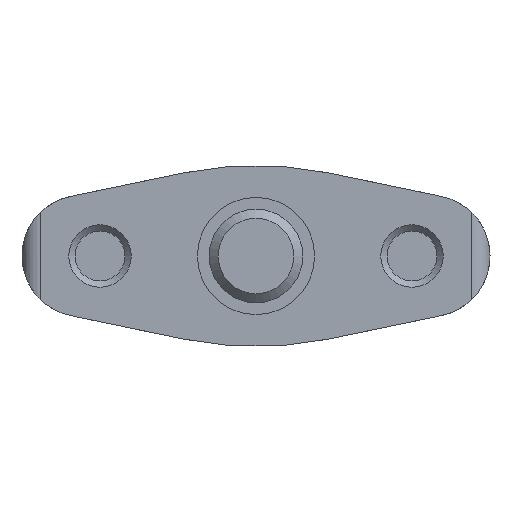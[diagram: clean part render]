
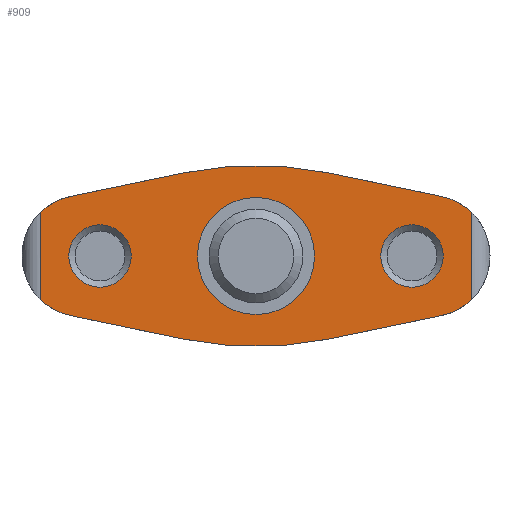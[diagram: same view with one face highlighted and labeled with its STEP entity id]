
A CAD part, left-side view. The second image highlights one B-rep face of the part: STEP entity #909.
In plain terms, the highlighted planar face has unit normal (-1, 0, 0).
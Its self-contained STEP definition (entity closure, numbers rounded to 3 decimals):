
#101=CARTESIAN_POINT('',(0.4,-10.667,0.));
#102=VERTEX_POINT('',#101);
#103=CARTESIAN_POINT('',(0.4,-13.333,0.0));
#104=DIRECTION('',(1.0,0.0,0.0));
#105=DIRECTION('',(0.0,-1.0,0.0));
#106=AXIS2_PLACEMENT_3D('',#103,#104,#105);
#107=CIRCLE('',#106,2.667);
#108=EDGE_CURVE('',#102,#102,#107,.T.);
#130=CARTESIAN_POINT('',(0.4,10.667,0.));
#131=VERTEX_POINT('',#130);
#132=CARTESIAN_POINT('',(0.4,13.333,0.0));
#133=DIRECTION('',(1.0,0.0,0.0));
#134=DIRECTION('',(0.0,1.0,0.0));
#135=AXIS2_PLACEMENT_3D('',#132,#133,#134);
#136=CIRCLE('',#135,2.667);
#137=EDGE_CURVE('',#131,#131,#136,.T.);
#198=CARTESIAN_POINT('',(0.4,-5.0,0.));
#199=VERTEX_POINT('',#198);
#200=CARTESIAN_POINT('',(0.4,0.0,0.0));
#201=DIRECTION('',(1.0,0.0,0.0));
#202=DIRECTION('',(0.0,1.0,0.0));
#203=AXIS2_PLACEMENT_3D('',#200,#201,#202);
#204=CIRCLE('',#203,5.0);
#205=EDGE_CURVE('',#199,#199,#204,.T.);
#295=CARTESIAN_POINT('',(0.4,15.86,-5.091));
#296=VERTEX_POINT('',#295);
#303=CARTESIAN_POINT('',(0.4,18.414,-3.739));
#304=VERTEX_POINT('',#303);
#305=CARTESIAN_POINT('',(0.4,14.8,0.0));
#306=DIRECTION('',(-1.,0.0,0.0));
#307=DIRECTION('',(0.0,0.204,-0.979));
#308=AXIS2_PLACEMENT_3D('',#305,#306,#307);
#309=CIRCLE('',#308,5.2);
#310=EDGE_CURVE('',#304,#296,#309,.T.);
#312=CARTESIAN_POINT('',(0.4,18.414,3.739));
#313=VERTEX_POINT('',#312);
#351=CARTESIAN_POINT('',(0.4,15.86,5.091));
#352=VERTEX_POINT('',#351);
#353=CARTESIAN_POINT('',(0.4,14.8,0.0));
#354=DIRECTION('',(-1.,0.0,0.0));
#355=DIRECTION('',(0.0,0.204,-0.979));
#356=AXIS2_PLACEMENT_3D('',#353,#354,#355);
#357=CIRCLE('',#356,5.2);
#358=EDGE_CURVE('',#352,#313,#357,.T.);
#444=CARTESIAN_POINT('',(0.4,6.116,7.12));
#445=VERTEX_POINT('',#444);
#446=CARTESIAN_POINT('',(0.4,6.116,7.12));
#447=DIRECTION('',(0.0,0.979,-0.204));
#448=VECTOR('',#447,9.953);
#449=LINE('',#446,#448);
#450=EDGE_CURVE('',#445,#352,#449,.T.);
#482=CARTESIAN_POINT('',(0.4,-6.116,7.12));
#483=VERTEX_POINT('',#482);
#484=CARTESIAN_POINT('',(0.4,0.,-22.25));
#485=DIRECTION('',(-1.,0.0,0.0));
#486=DIRECTION('',(0.0,0.204,0.979));
#487=AXIS2_PLACEMENT_3D('',#484,#485,#486);
#488=CIRCLE('',#487,30.);
#489=EDGE_CURVE('',#483,#445,#488,.T.);
#515=CARTESIAN_POINT('',(0.4,-15.86,5.091));
#516=VERTEX_POINT('',#515);
#517=CARTESIAN_POINT('',(0.4,-15.86,5.091));
#518=DIRECTION('',(0.0,0.979,0.204));
#519=VECTOR('',#518,9.953);
#520=LINE('',#517,#519);
#521=EDGE_CURVE('',#516,#483,#520,.T.);
#546=CARTESIAN_POINT('',(0.4,6.116,-7.12));
#547=VERTEX_POINT('',#546);
#554=CARTESIAN_POINT('',(0.4,15.86,-5.091));
#555=DIRECTION('',(0.0,-0.979,-0.204));
#556=VECTOR('',#555,9.953);
#557=LINE('',#554,#556);
#558=EDGE_CURVE('',#296,#547,#557,.T.);
#584=CARTESIAN_POINT('',(0.4,-6.116,-7.12));
#585=VERTEX_POINT('',#584);
#592=CARTESIAN_POINT('',(0.4,0.,22.25));
#593=DIRECTION('',(-1.,0.0,0.0));
#594=DIRECTION('',(0.0,-0.204,-0.979));
#595=AXIS2_PLACEMENT_3D('',#592,#593,#594);
#596=CIRCLE('',#595,30.);
#597=EDGE_CURVE('',#547,#585,#596,.T.);
#617=CARTESIAN_POINT('',(0.4,-15.86,-5.091));
#618=VERTEX_POINT('',#617);
#625=CARTESIAN_POINT('',(0.4,-6.116,-7.12));
#626=DIRECTION('',(0.0,-0.979,0.204));
#627=VECTOR('',#626,9.953);
#628=LINE('',#625,#627);
#629=EDGE_CURVE('',#585,#618,#628,.T.);
#708=CARTESIAN_POINT('',(0.4,-18.414,3.739));
#709=VERTEX_POINT('',#708);
#710=CARTESIAN_POINT('',(0.4,-14.8,0.0));
#711=DIRECTION('',(-1.,0.0,0.0));
#712=DIRECTION('',(0.0,-0.204,0.979));
#713=AXIS2_PLACEMENT_3D('',#710,#711,#712);
#714=CIRCLE('',#713,5.2);
#715=EDGE_CURVE('',#709,#516,#714,.T.);
#717=CARTESIAN_POINT('',(0.4,-18.414,-3.739));
#718=VERTEX_POINT('',#717);
#756=CARTESIAN_POINT('',(0.4,-14.8,0.0));
#757=DIRECTION('',(-1.,0.0,0.0));
#758=DIRECTION('',(0.0,-0.204,0.979));
#759=AXIS2_PLACEMENT_3D('',#756,#757,#758);
#760=CIRCLE('',#759,5.2);
#761=EDGE_CURVE('',#618,#718,#760,.T.);
#805=CARTESIAN_POINT('',(0.4,18.414,3.739));
#806=DIRECTION('',(0.0,0.0,-1.0));
#807=VECTOR('',#806,7.478);
#808=LINE('',#805,#807);
#809=EDGE_CURVE('',#313,#304,#808,.T.);
#872=CARTESIAN_POINT('',(0.4,-18.414,-3.739));
#873=DIRECTION('',(0.0,0.0,1.0));
#874=VECTOR('',#873,7.478);
#875=LINE('',#872,#874);
#876=EDGE_CURVE('',#718,#709,#875,.T.);
#881=CARTESIAN_POINT('',(0.4,-18.414,0.0));
#882=DIRECTION('',(-1.0,0.0,0.0));
#883=DIRECTION('',(0.0,0.0,1.0));
#884=AXIS2_PLACEMENT_3D('',#881,#882,#883);
#885=PLANE('',#884);
#886=ORIENTED_EDGE('',*,*,#358,.T.);
#887=ORIENTED_EDGE('',*,*,#809,.T.);
#888=ORIENTED_EDGE('',*,*,#310,.T.);
#889=ORIENTED_EDGE('',*,*,#558,.T.);
#890=ORIENTED_EDGE('',*,*,#597,.T.);
#891=ORIENTED_EDGE('',*,*,#629,.T.);
#892=ORIENTED_EDGE('',*,*,#761,.T.);
#893=ORIENTED_EDGE('',*,*,#876,.T.);
#894=ORIENTED_EDGE('',*,*,#715,.T.);
#895=ORIENTED_EDGE('',*,*,#521,.T.);
#896=ORIENTED_EDGE('',*,*,#489,.T.);
#897=ORIENTED_EDGE('',*,*,#450,.T.);
#898=EDGE_LOOP('',(#886,#887,#888,#889,#890,#891,#892,#893,#894,#895,#896,#897));
#899=FACE_OUTER_BOUND('',#898,.T.);
#900=ORIENTED_EDGE('',*,*,#108,.T.);
#901=EDGE_LOOP('',(#900));
#902=FACE_BOUND('',#901,.T.);
#903=ORIENTED_EDGE('',*,*,#137,.T.);
#904=EDGE_LOOP('',(#903));
#905=FACE_BOUND('',#904,.T.);
#906=ORIENTED_EDGE('',*,*,#205,.T.);
#907=EDGE_LOOP('',(#906));
#908=FACE_BOUND('',#907,.T.);
#909=ADVANCED_FACE('',(#899,#902,#905,#908),#885,.T.);
